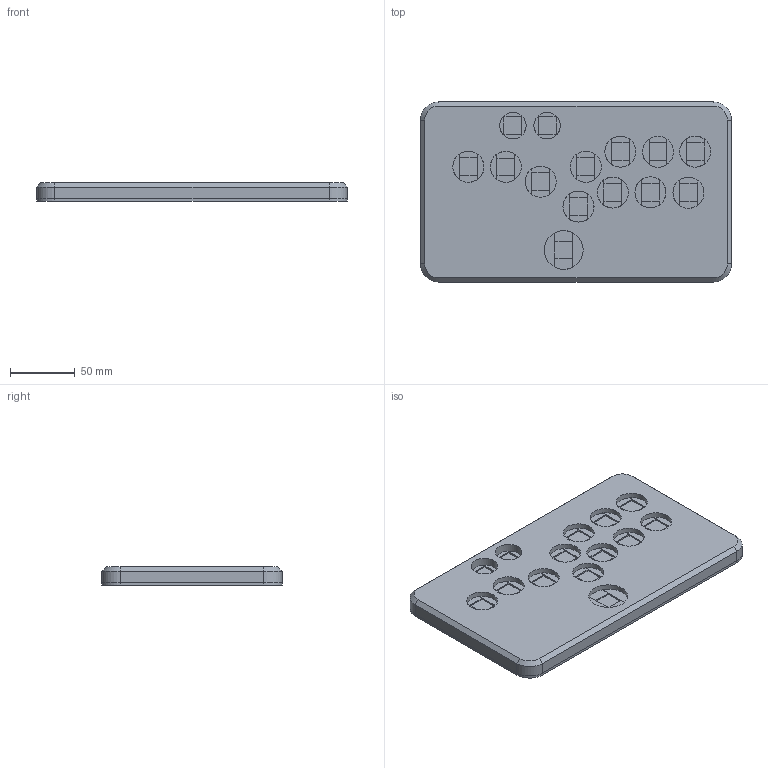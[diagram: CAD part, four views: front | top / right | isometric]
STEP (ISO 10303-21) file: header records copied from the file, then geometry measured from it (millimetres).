
FILE_DESCRIPTION(/* description */ (''),/* implementation_level */ '2;1');
FILE_NAME(/* name */ 'Slimbox.step',/* time_stamp */ '2022-04-21T21:18:12+02:00',/* author */ (''),/* organization */ (''),/* preprocessor_version */ 'ST-DEVELOPER v18.1',/* originating_system */ 'Autodesk Translation Framework v10.14.0.1471',/* authorisation */ '');
FILE_SCHEMA (('AUTOMOTIVE_DESIGN { 1 0 10303 214 3 1 1 }'));
Length unit declared in the file: millimetre
Products named in the file (3): Slimbox; Bottom; Top
Assembly tree (2 placements, depth 2):
  Slimbox
    Bottom
    Top
Bounding box: 240 x 139 x 14 mm (x, y, z)
Volume: 210017.6 mm3; surface area: 147255.2 mm2
Topology: 2 solids, 2 shells, 230 faces, 631 edges, 414 vertices
Faces by surface type: plane 157, cylinder 51, cone 22
Full cylindrical faces by diameter (mm): 2 x8, 3.4 x8, 20.5 x2, 24 x11, 30 x1
Entity records: 7508 total; most frequent: CARTESIAN_POINT 1320, DIRECTION 1289, ORIENTED_EDGE 1262, EDGE_CURVE 631, AXIS2_PLACEMENT_3D 431, LINE 427, VECTOR 427, VERTEX_POINT 414
